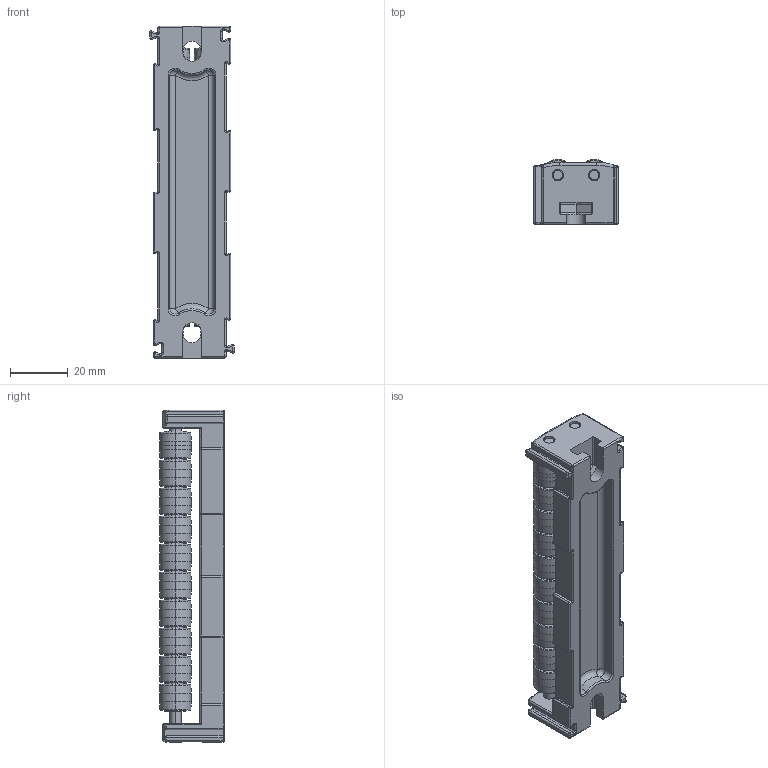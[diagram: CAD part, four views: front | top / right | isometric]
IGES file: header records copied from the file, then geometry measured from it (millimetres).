
Start section:  PTC IGES file: S0568687402.igs
Global section: file name: S0568687402.igs; native system: Pro/ENGINEER by Parametric Technology Corporation; preprocessor: 2010020; author: RCRU51; organization: Rex Nord Marbet spa; date: 20130107.093055; units: millimetre
Bounding box: 29.2 x 22.5 x 115 mm (x, y, z)
Volume: 36725.2 mm3; surface area: 25328.2 mm2
Topology: 3 solids, 3 shells, 837 faces, 1778 edges, 992 vertices
Faces by surface type: revolution 680, bspline 157
